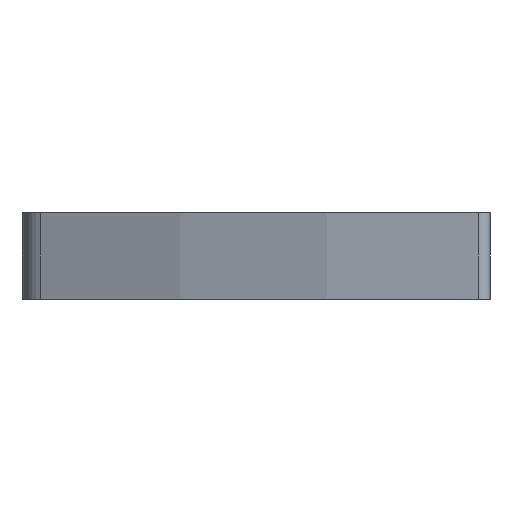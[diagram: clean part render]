
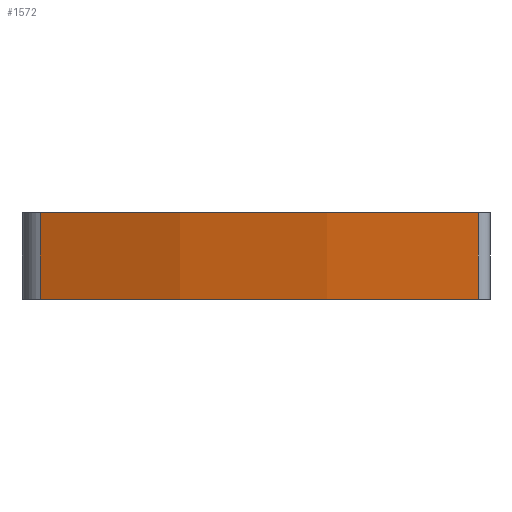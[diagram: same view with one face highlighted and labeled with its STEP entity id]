
A CAD part, left-side view. The second image highlights one B-rep face of the part: STEP entity #1572.
In plain terms, the highlighted cylindrical face has radius 105.332 mm (diameter 210.664 mm), a partial arc.
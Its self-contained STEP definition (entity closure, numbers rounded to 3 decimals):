
#44 = PLANE('',#45);
#45 = AXIS2_PLACEMENT_3D('',#46,#47,#48);
#46 = CARTESIAN_POINT('',(0.032,-7.484,0.));
#47 = DIRECTION('',(0.,0.,1.));
#48 = DIRECTION('',(1.,0.,0.));
#98 = PLANE('',#99);
#99 = AXIS2_PLACEMENT_3D('',#100,#101,#102);
#100 = CARTESIAN_POINT('',(0.032,-7.484,8.));
#101 = DIRECTION('',(0.,0.,1.));
#102 = DIRECTION('',(1.,0.,0.));
#661 = VERTEX_POINT('',#662);
#662 = CARTESIAN_POINT('',(-109.202,-29.933,0.));
#677 = CYLINDRICAL_SURFACE('',#678,1.);
#678 = AXIS2_PLACEMENT_3D('',#679,#680,#681);
#679 = CARTESIAN_POINT('',(-108.205,-30.017,0.));
#680 = DIRECTION('',(0.,0.,1.));
#681 = DIRECTION('',(-0.736,-0.677,0.));
#688 = EDGE_CURVE('',#689,#661,#691,.T.);
#689 = VERTEX_POINT('',#690);
#690 = CARTESIAN_POINT('',(-97.262,10.596,0.));
#691 = SURFACE_CURVE('',#692,(#697,#704),.PCURVE_S1.);
#692 = CIRCLE('',#693,105.332);
#693 = AXIS2_PLACEMENT_3D('',#694,#695,#696);
#694 = CARTESIAN_POINT('',(-4.246,-38.83,0.));
#695 = DIRECTION('',(0.,0.,1.));
#696 = DIRECTION('',(-0.883,0.469,0.));
#697 = PCURVE('',#44,#698);
#698 = DEFINITIONAL_REPRESENTATION('',(#699),#703);
#699 = CIRCLE('',#700,105.332);
#700 = AXIS2_PLACEMENT_2D('',#701,#702);
#701 = CARTESIAN_POINT('',(-4.278,-31.346));
#702 = DIRECTION('',(-0.883,0.469));
#703 = ( GEOMETRIC_REPRESENTATION_CONTEXT(2) 
PARAMETRIC_REPRESENTATION_CONTEXT() REPRESENTATION_CONTEXT('2D SPACE',''
  ) );
#704 = PCURVE('',#705,#710);
#705 = CYLINDRICAL_SURFACE('',#706,105.332);
#706 = AXIS2_PLACEMENT_3D('',#707,#708,#709);
#707 = CARTESIAN_POINT('',(-4.246,-38.83,0.));
#708 = DIRECTION('',(0.,0.,1.));
#709 = DIRECTION('',(-0.883,0.469,0.));
#710 = DEFINITIONAL_REPRESENTATION('',(#711),#714);
#711 = B_SPLINE_CURVE_WITH_KNOTS('',1,(#712,#713),.UNSPECIFIED.,.F.,.F.,
  (2,2),(0.,0.404),.PIECEWISE_BEZIER_KNOTS.);
#712 = CARTESIAN_POINT('',(0.,0.));
#713 = CARTESIAN_POINT('',(0.404,0.));
#714 = ( GEOMETRIC_REPRESENTATION_CONTEXT(2) 
PARAMETRIC_REPRESENTATION_CONTEXT() REPRESENTATION_CONTEXT('2D SPACE',''
  ) );
#733 = CYLINDRICAL_SURFACE('',#734,3.);
#734 = AXIS2_PLACEMENT_3D('',#735,#736,#737);
#735 = CARTESIAN_POINT('',(-94.613,9.188,0.));
#736 = DIRECTION('',(0.,0.,1.));
#737 = DIRECTION('',(0.345,0.939,0.));
#1230 = VERTEX_POINT('',#1231);
#1231 = CARTESIAN_POINT('',(-109.202,-29.933,8.));
#1256 = EDGE_CURVE('',#1230,#661,#1257,.T.);
#1257 = SURFACE_CURVE('',#1258,(#1262,#1268),.PCURVE_S1.);
#1258 = LINE('',#1259,#1260);
#1259 = CARTESIAN_POINT('',(-109.202,-29.933,0.));
#1260 = VECTOR('',#1261,1.);
#1261 = DIRECTION('',(0.,0.,-1.));
#1262 = PCURVE('',#677,#1263);
#1263 = DEFINITIONAL_REPRESENTATION('',(#1264),#1267);
#1264 = B_SPLINE_CURVE_WITH_KNOTS('',1,(#1265,#1266),.UNSPECIFIED.,.F.,
  .F.,(2,2),(-8.,0.),.PIECEWISE_BEZIER_KNOTS.);
#1265 = CARTESIAN_POINT('',(-0.828,8.));
#1266 = CARTESIAN_POINT('',(-0.828,0.));
#1267 = ( GEOMETRIC_REPRESENTATION_CONTEXT(2) 
PARAMETRIC_REPRESENTATION_CONTEXT() REPRESENTATION_CONTEXT('2D SPACE',''
  ) );
#1268 = PCURVE('',#705,#1269);
#1269 = DEFINITIONAL_REPRESENTATION('',(#1270),#1273);
#1270 = B_SPLINE_CURVE_WITH_KNOTS('',1,(#1271,#1272),.UNSPECIFIED.,.F.,
  .F.,(2,2),(-8.,0.),.PIECEWISE_BEZIER_KNOTS.);
#1271 = CARTESIAN_POINT('',(0.404,8.));
#1272 = CARTESIAN_POINT('',(0.404,0.));
#1273 = ( GEOMETRIC_REPRESENTATION_CONTEXT(2) 
PARAMETRIC_REPRESENTATION_CONTEXT() REPRESENTATION_CONTEXT('2D SPACE',''
  ) );
#1572 = ADVANCED_FACE('',(#1573),#705,.T.);
#1573 = FACE_BOUND('',#1574,.T.);
#1574 = EDGE_LOOP('',(#1575,#1576,#1599,#1641));
#1575 = ORIENTED_EDGE('',*,*,#1256,.F.);
#1576 = ORIENTED_EDGE('',*,*,#1577,.F.);
#1577 = EDGE_CURVE('',#1578,#1230,#1580,.T.);
#1578 = VERTEX_POINT('',#1579);
#1579 = CARTESIAN_POINT('',(-97.262,10.596,8.));
#1580 = SURFACE_CURVE('',#1581,(#1586,#1592),.PCURVE_S1.);
#1581 = CIRCLE('',#1582,105.332);
#1582 = AXIS2_PLACEMENT_3D('',#1583,#1584,#1585);
#1583 = CARTESIAN_POINT('',(-4.246,-38.83,8.));
#1584 = DIRECTION('',(0.,0.,1.));
#1585 = DIRECTION('',(-0.883,0.469,0.));
#1586 = PCURVE('',#705,#1587);
#1587 = DEFINITIONAL_REPRESENTATION('',(#1588),#1591);
#1588 = B_SPLINE_CURVE_WITH_KNOTS('',1,(#1589,#1590),.UNSPECIFIED.,.F.,
  .F.,(2,2),(0.,0.404),.PIECEWISE_BEZIER_KNOTS.);
#1589 = CARTESIAN_POINT('',(0.,8.));
#1590 = CARTESIAN_POINT('',(0.404,8.));
#1591 = ( GEOMETRIC_REPRESENTATION_CONTEXT(2) 
PARAMETRIC_REPRESENTATION_CONTEXT() REPRESENTATION_CONTEXT('2D SPACE',''
  ) );
#1592 = PCURVE('',#98,#1593);
#1593 = DEFINITIONAL_REPRESENTATION('',(#1594),#1598);
#1594 = CIRCLE('',#1595,105.332);
#1595 = AXIS2_PLACEMENT_2D('',#1596,#1597);
#1596 = CARTESIAN_POINT('',(-4.278,-31.346));
#1597 = DIRECTION('',(-0.883,0.469));
#1598 = ( GEOMETRIC_REPRESENTATION_CONTEXT(2) 
PARAMETRIC_REPRESENTATION_CONTEXT() REPRESENTATION_CONTEXT('2D SPACE',''
  ) );
#1599 = ORIENTED_EDGE('',*,*,#1600,.F.);
#1600 = EDGE_CURVE('',#689,#1578,#1601,.T.);
#1601 = SURFACE_CURVE('',#1602,(#1606,#1635),.PCURVE_S1.);
#1602 = LINE('',#1603,#1604);
#1603 = CARTESIAN_POINT('',(-97.262,10.596,0.));
#1604 = VECTOR('',#1605,1.);
#1605 = DIRECTION('',(0.,0.,1.));
#1606 = PCURVE('',#705,#1607);
#1607 = DEFINITIONAL_REPRESENTATION('',(#1608),#1634);
#1608 = B_SPLINE_CURVE_WITH_KNOTS('',3,(#1609,#1610,#1611,#1612,#1613,
    #1614,#1615,#1616,#1617,#1618,#1619,#1620,#1621,#1622,#1623,#1624,
    #1625,#1626,#1627,#1628,#1629,#1630,#1631,#1632,#1633),
  .UNSPECIFIED.,.F.,.F.,(4,1,1,1,1,1,1,1,1,1,1,1,1,1,1,1,1,1,1,1,1,1,4),
  (0.,0.364,0.727,1.091,1.455,
    1.818,2.182,2.545,2.909,
    3.273,3.636,4.,4.364,4.727,
    5.091,5.455,5.818,6.182,
    6.545,6.909,7.273,7.636,8.),
  .QUASI_UNIFORM_KNOTS.);
#1609 = CARTESIAN_POINT('',(0.,0.));
#1610 = CARTESIAN_POINT('',(0.,0.121));
#1611 = CARTESIAN_POINT('',(0.,0.364));
#1612 = CARTESIAN_POINT('',(0.,0.727));
#1613 = CARTESIAN_POINT('',(0.,1.091));
#1614 = CARTESIAN_POINT('',(0.,1.455));
#1615 = CARTESIAN_POINT('',(0.,1.818));
#1616 = CARTESIAN_POINT('',(0.,2.182));
#1617 = CARTESIAN_POINT('',(0.,2.545));
#1618 = CARTESIAN_POINT('',(0.,2.909));
#1619 = CARTESIAN_POINT('',(0.,3.273));
#1620 = CARTESIAN_POINT('',(0.,3.636));
#1621 = CARTESIAN_POINT('',(0.,4.));
#1622 = CARTESIAN_POINT('',(0.,4.364));
#1623 = CARTESIAN_POINT('',(0.,4.727));
#1624 = CARTESIAN_POINT('',(0.,5.091));
#1625 = CARTESIAN_POINT('',(0.,5.455));
#1626 = CARTESIAN_POINT('',(0.,5.818));
#1627 = CARTESIAN_POINT('',(0.,6.182));
#1628 = CARTESIAN_POINT('',(0.,6.545));
#1629 = CARTESIAN_POINT('',(0.,6.909));
#1630 = CARTESIAN_POINT('',(0.,7.273));
#1631 = CARTESIAN_POINT('',(0.,7.636));
#1632 = CARTESIAN_POINT('',(0.,7.879));
#1633 = CARTESIAN_POINT('',(0.,8.));
#1634 = ( GEOMETRIC_REPRESENTATION_CONTEXT(2) 
PARAMETRIC_REPRESENTATION_CONTEXT() REPRESENTATION_CONTEXT('2D SPACE',''
  ) );
#1635 = PCURVE('',#733,#1636);
#1636 = DEFINITIONAL_REPRESENTATION('',(#1637),#1640);
#1637 = B_SPLINE_CURVE_WITH_KNOTS('',1,(#1638,#1639),.UNSPECIFIED.,.F.,
  .F.,(2,2),(0.,8.),.PIECEWISE_BEZIER_KNOTS.);
#1638 = CARTESIAN_POINT('',(1.434,0.));
#1639 = CARTESIAN_POINT('',(1.434,8.));
#1640 = ( GEOMETRIC_REPRESENTATION_CONTEXT(2) 
PARAMETRIC_REPRESENTATION_CONTEXT() REPRESENTATION_CONTEXT('2D SPACE',''
  ) );
#1641 = ORIENTED_EDGE('',*,*,#688,.T.);
